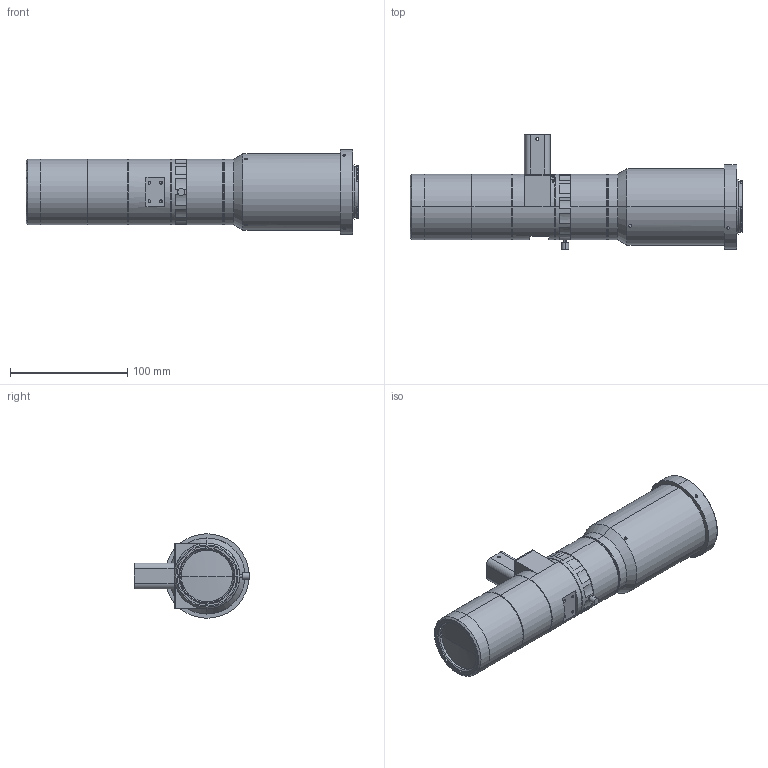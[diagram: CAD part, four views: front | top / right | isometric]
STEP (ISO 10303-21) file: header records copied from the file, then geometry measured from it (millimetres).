
FILE_DESCRIPTION (( 'STEP AP203' ), '1' );
FILE_NAME ('XF-MDT3X110D-D35-VI.STEP', '2017-05-03T07:35:29', ( 'Lxtx999.CoM' ), ( 'Lxtx999.CoM' ), 'SwSTEP 2.0', 'SolidWorks 2014', '' );
FILE_SCHEMA (( 'CONFIG_CONTROL_DESIGN' ));
Length unit declared in the file: millimetre
Products named in the file (1): XF-MDT3X110D-D35-VI
Bounding box: 283.33 x 98.5 x 72 mm (x, y, z)
Surface area: 88225.3 mm2 (no closed solid volume)
Topology: 0 solids, 28 shells, 270 faces, 909 edges, 634 vertices
Faces by surface type: cylinder 151, plane 84, cone 31, sphere 2, torus 2
Entity records: 11580 total; most frequent: CARTESIAN_POINT 3587, DIRECTION 1748, ORIENTED_EDGE 1450, EDGE_CURVE 909, AXIS2_PLACEMENT_3D 682, VERTEX_POINT 634, CIRCLE 411, VECTOR 384
